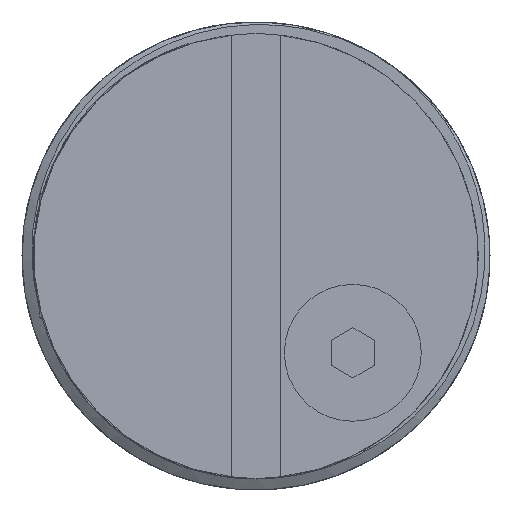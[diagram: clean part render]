
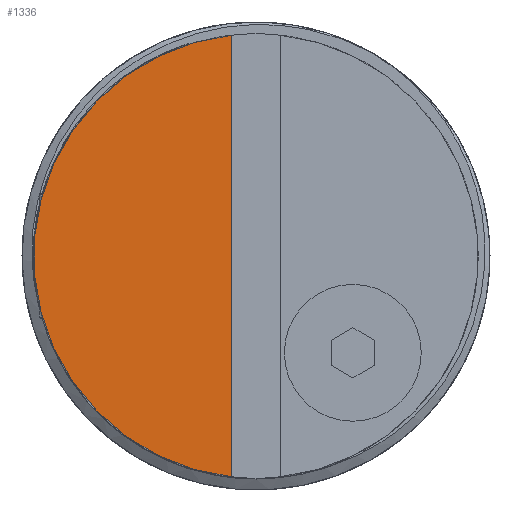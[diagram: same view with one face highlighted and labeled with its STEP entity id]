
A CAD part, left-side view. The second image highlights one B-rep face of the part: STEP entity #1336.
In plain terms, the highlighted planar face has unit normal (-1, 0, 0).
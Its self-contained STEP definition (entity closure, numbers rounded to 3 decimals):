
#31=PLANE('',#1468);
#117=FACE_OUTER_BOUND('',#197,.T.);
#197=EDGE_LOOP('',(#1176,#1177));
#225=CIRCLE('',#1417,17.85);
#390=LINE('',#7200,#476);
#476=VECTOR('',#1748,1000.);
#579=VERTEX_POINT('',#4281);
#580=VERTEX_POINT('',#4283);
#751=EDGE_CURVE('',#580,#579,#225,.T.);
#814=EDGE_CURVE('',#579,#580,#390,.T.);
#1176=ORIENTED_EDGE('',*,*,#814,.T.);
#1177=ORIENTED_EDGE('',*,*,#751,.T.);
#1336=ADVANCED_FACE('',(#117),#31,.T.);
#1417=AXIS2_PLACEMENT_3D('',#4284,#1617,#1618);
#1468=AXIS2_PLACEMENT_3D('',#7199,#1746,#1747);
#1617=DIRECTION('center_axis',(-1.,0.,0.));
#1618=DIRECTION('ref_axis',(0.,0.,1.));
#1746=DIRECTION('center_axis',(-1.,0.,0.));
#1747=DIRECTION('ref_axis',(0.,0.,1.));
#1748=DIRECTION('',(0.,0.,1.));
#4281=CARTESIAN_POINT('',(-86.5,2.,-17.738));
#4283=CARTESIAN_POINT('',(-86.5,2.,17.738));
#4284=CARTESIAN_POINT('Origin',(-86.5,0.,0.));
#7199=CARTESIAN_POINT('Origin',(-86.5,0.,0.));
#7200=CARTESIAN_POINT('',(-86.5,2.,-18.8));
